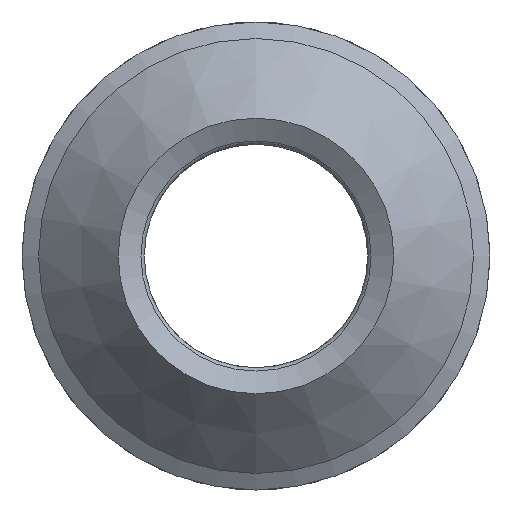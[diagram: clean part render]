
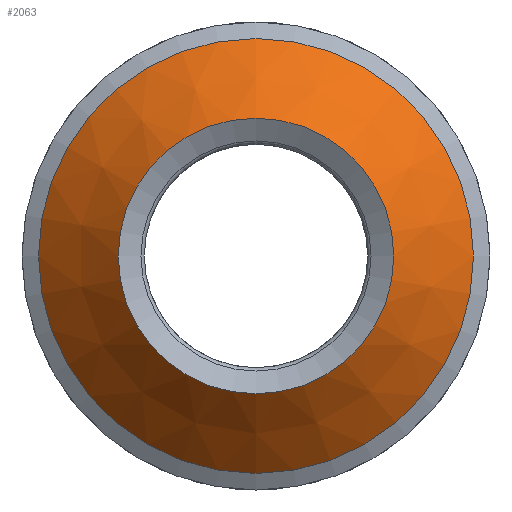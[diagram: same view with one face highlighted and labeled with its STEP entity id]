
A CAD part, front view. The second image highlights one B-rep face of the part: STEP entity #2063.
In plain terms, the highlighted conical face has half-angle 45 degrees and reference radius 4.647 mm.
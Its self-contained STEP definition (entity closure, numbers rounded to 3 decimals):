
#119=LINE('',#3799,#205);
#205=VECTOR('',#2940,4.647);
#283=CONICAL_SURFACE('',#2359,4.647,0.785);
#404=FACE_OUTER_BOUND('',#528,.T.);
#528=EDGE_LOOP('',(#1660,#1661,#1662,#1663,#1664,#1665));
#729=CIRCLE('',#2357,4.647);
#730=CIRCLE('',#2358,4.647);
#731=CIRCLE('',#2360,2.945);
#732=CIRCLE('',#2361,2.945);
#920=VERTEX_POINT('',#3792);
#921=VERTEX_POINT('',#3793);
#922=VERTEX_POINT('',#3798);
#923=VERTEX_POINT('',#3800);
#1189=EDGE_CURVE('',#920,#921,#729,.T.);
#1190=EDGE_CURVE('',#921,#920,#730,.T.);
#1192=EDGE_CURVE('',#920,#922,#119,.T.);
#1193=EDGE_CURVE('',#923,#922,#731,.T.);
#1194=EDGE_CURVE('',#922,#923,#732,.T.);
#1660=ORIENTED_EDGE('',*,*,#1189,.T.);
#1661=ORIENTED_EDGE('',*,*,#1190,.T.);
#1662=ORIENTED_EDGE('',*,*,#1192,.T.);
#1663=ORIENTED_EDGE('',*,*,#1193,.F.);
#1664=ORIENTED_EDGE('',*,*,#1194,.F.);
#1665=ORIENTED_EDGE('',*,*,#1192,.F.);
#2063=ADVANCED_FACE('',(#404),#283,.T.);
#2357=AXIS2_PLACEMENT_3D('',#3794,#2933,#2934);
#2358=AXIS2_PLACEMENT_3D('',#3795,#2935,#2936);
#2359=AXIS2_PLACEMENT_3D('',#3797,#2938,#2939);
#2360=AXIS2_PLACEMENT_3D('',#3801,#2941,#2942);
#2361=AXIS2_PLACEMENT_3D('',#3802,#2943,#2944);
#2933=DIRECTION('center_axis',(0.,-1.,0.));
#2934=DIRECTION('ref_axis',(0.,0.,-1.));
#2935=DIRECTION('center_axis',(0.,-1.,0.));
#2936=DIRECTION('ref_axis',(0.,0.,-1.));
#2938=DIRECTION('center_axis',(0.,1.,0.));
#2939=DIRECTION('ref_axis',(0.,0.,1.));
#2940=DIRECTION('',(0.,-0.707,0.707));
#2941=DIRECTION('center_axis',(0.,-1.,0.));
#2942=DIRECTION('ref_axis',(0.,0.,-1.));
#2943=DIRECTION('center_axis',(0.,-1.,0.));
#2944=DIRECTION('ref_axis',(0.,0.,-1.));
#3792=CARTESIAN_POINT('',(153.22,88.791,-4.647));
#3793=CARTESIAN_POINT('',(153.22,88.791,4.647));
#3794=CARTESIAN_POINT('Origin',(153.22,88.791,0.));
#3795=CARTESIAN_POINT('Origin',(153.22,88.791,0.));
#3797=CARTESIAN_POINT('Origin',(153.22,88.791,0.));
#3798=CARTESIAN_POINT('',(153.22,87.088,-2.945));
#3799=CARTESIAN_POINT('',(153.22,88.791,-4.647));
#3800=CARTESIAN_POINT('',(153.22,87.088,2.945));
#3801=CARTESIAN_POINT('Origin',(153.22,87.088,0.));
#3802=CARTESIAN_POINT('Origin',(153.22,87.088,0.));
